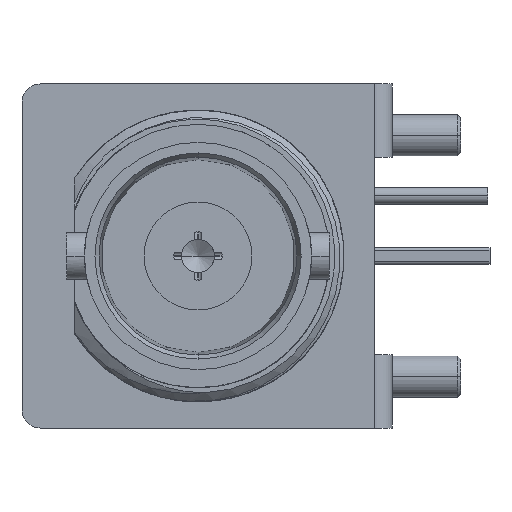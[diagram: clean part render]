
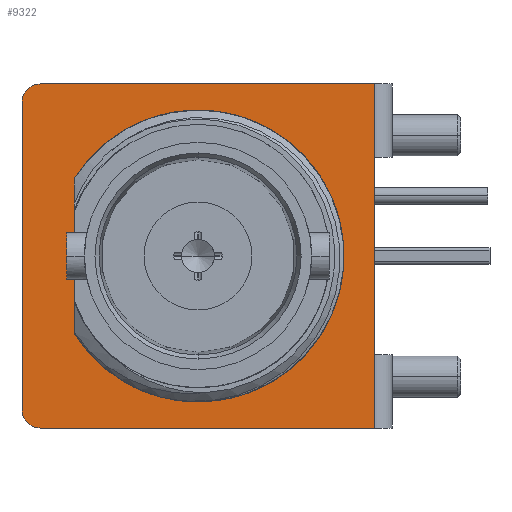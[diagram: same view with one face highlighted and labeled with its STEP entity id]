
A CAD part, left-side view. The second image highlights one B-rep face of the part: STEP entity #9322.
In plain terms, the highlighted planar face has unit normal (-1, 0, 0).
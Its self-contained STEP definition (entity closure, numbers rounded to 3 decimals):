
#3478=CARTESIAN_POINT('',(18.619,0.,0.));
#3479=DIRECTION('',(1.,0.,0.));
#3480=DIRECTION('',(0.,0.849,0.529));
#3481=AXIS2_PLACEMENT_3D('',#3478,#3479,#3480);
#3798=CARTESIAN_POINT('',(18.619,6.657,-6.488));
#3799=DIRECTION('',(-1.,0.,0.));
#3800=DIRECTION('',(0.,1.,0.));
#3801=AXIS2_PLACEMENT_3D('',#3798,#3799,#3800);
#3803=DIRECTION('',(0.,0.,1.));
#3804=VECTOR('',#3803,12.976);
#3805=CARTESIAN_POINT('',(18.619,7.419,-6.488));
#3806=LINE('',#3805,#3804);
#3807=CARTESIAN_POINT('',(18.619,6.657,6.488));
#3808=DIRECTION('',(-1.,0.,0.));
#3809=DIRECTION('',(0.,0.,1.));
#3810=AXIS2_PLACEMENT_3D('',#3807,#3808,#3809);
#3812=DIRECTION('',(0.,-1.,0.));
#3813=VECTOR('',#3812,14.076);
#3814=CARTESIAN_POINT('',(18.619,6.657,7.25));
#3815=LINE('',#3814,#3813);
#3816=DIRECTION('',(0.,0.,-1.));
#3817=VECTOR('',#3816,14.5);
#3818=CARTESIAN_POINT('',(18.619,-7.419,7.25));
#3819=LINE('',#3818,#3817);
#3820=DIRECTION('',(0.,1.,0.));
#3821=VECTOR('',#3820,14.076);
#3822=CARTESIAN_POINT('',(18.619,-7.419,-7.25));
#3823=LINE('',#3822,#3821);
#3824=DIRECTION('',(0.,0.,1.));
#3825=VECTOR('',#3824,6.504);
#3826=CARTESIAN_POINT('',(18.619,5.22,-3.252));
#3827=LINE('',#3826,#3825);
#5675=CARTESIAN_POINT('',(18.619,-7.419,7.25));
#5676=CARTESIAN_POINT('',(18.619,-7.419,-7.25));
#5677=VERTEX_POINT('',#5675);
#5678=VERTEX_POINT('',#5676);
#5737=CARTESIAN_POINT('',(18.619,5.22,3.252));
#5739=VERTEX_POINT('',#5737);
#5770=CARTESIAN_POINT('',(18.619,5.22,-3.252));
#5772=VERTEX_POINT('',#5770);
#5971=CARTESIAN_POINT('',(18.619,7.419,-6.488));
#5972=CARTESIAN_POINT('',(18.619,6.657,-7.25));
#5973=VERTEX_POINT('',#5971);
#5974=VERTEX_POINT('',#5972);
#5979=CARTESIAN_POINT('',(18.619,6.657,7.25));
#5980=CARTESIAN_POINT('',(18.619,7.419,6.488));
#5981=VERTEX_POINT('',#5979);
#5982=VERTEX_POINT('',#5980);
#9299=CARTESIAN_POINT('',(18.619,0.,0.));
#9300=DIRECTION('',(1.,0.,0.));
#9301=DIRECTION('',(0.,1.,0.));
#9302=AXIS2_PLACEMENT_3D('',#9299,#9300,#9301);
#9303=PLANE('',#9302);
#9305=ORIENTED_EDGE('',*,*,#9304,.F.);
#9307=ORIENTED_EDGE('',*,*,#9306,.T.);
#9309=ORIENTED_EDGE('',*,*,#9308,.F.);
#9311=ORIENTED_EDGE('',*,*,#9310,.T.);
#9313=ORIENTED_EDGE('',*,*,#9312,.T.);
#9315=ORIENTED_EDGE('',*,*,#9314,.T.);
#9316=EDGE_LOOP('',(#9305,#9307,#9309,#9311,#9313,#9315));
#9317=FACE_OUTER_BOUND('',#9316,.F.);
#9318=ORIENTED_EDGE('',*,*,#8933,.F.);
#9319=ORIENTED_EDGE('',*,*,#6347,.F.);
#9320=EDGE_LOOP('',(#9318,#9319));
#9321=FACE_BOUND('',#9320,.F.);
#9322=ADVANCED_FACE('',(#9317,#9321),#9303,.F.);
#3482=CIRCLE('',#3481,6.15);
#3802=CIRCLE('',#3801,0.762);
#3811=CIRCLE('',#3810,0.762);
#6347=EDGE_CURVE('',#5772,#5739,#3827,.T.);
#8933=EDGE_CURVE('',#5739,#5772,#3482,.T.);
#9304=EDGE_CURVE('',#5973,#5974,#3802,.T.);
#9306=EDGE_CURVE('',#5973,#5982,#3806,.T.);
#9308=EDGE_CURVE('',#5981,#5982,#3811,.T.);
#9310=EDGE_CURVE('',#5981,#5677,#3815,.T.);
#9312=EDGE_CURVE('',#5677,#5678,#3819,.T.);
#9314=EDGE_CURVE('',#5678,#5974,#3823,.T.);
